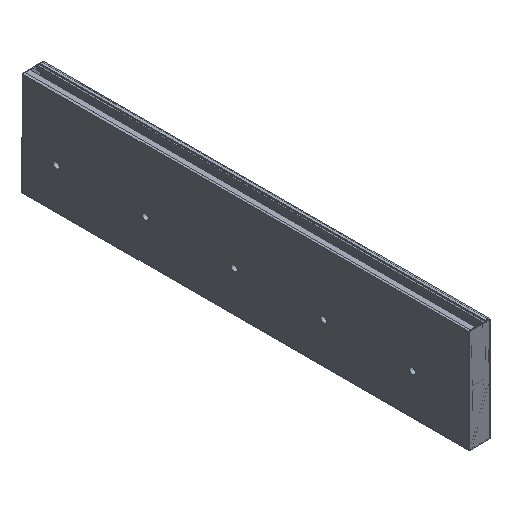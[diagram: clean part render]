
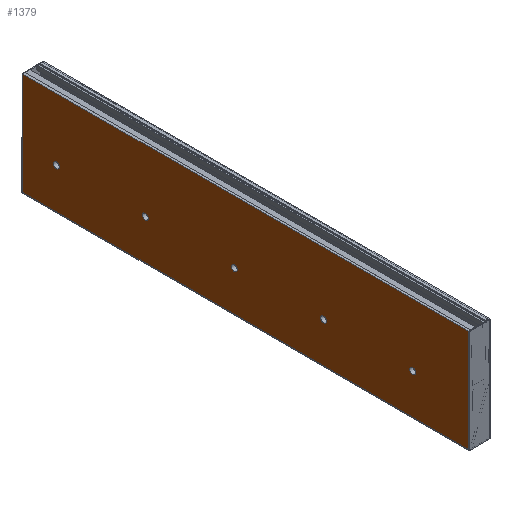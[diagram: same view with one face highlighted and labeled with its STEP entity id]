
A CAD part, isometric view. The second image highlights one B-rep face of the part: STEP entity #1379.
In plain terms, the highlighted planar face has unit normal (-1, 0, 0).
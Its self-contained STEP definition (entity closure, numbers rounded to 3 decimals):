
#107=CIRCLE('',#1543,6.5);
#108=CIRCLE('',#1544,6.5);
#109=CIRCLE('',#1545,6.5);
#110=CIRCLE('',#1546,6.5);
#111=CIRCLE('',#1547,6.5);
#152=ORIENTED_EDGE('',*,*,#517,.T.);
#153=ORIENTED_EDGE('',*,*,#518,.F.);
#154=ORIENTED_EDGE('',*,*,#519,.F.);
#155=ORIENTED_EDGE('',*,*,#515,.T.);
#156=ORIENTED_EDGE('',*,*,#520,.T.);
#157=ORIENTED_EDGE('',*,*,#521,.T.);
#158=ORIENTED_EDGE('',*,*,#522,.T.);
#159=ORIENTED_EDGE('',*,*,#523,.T.);
#160=ORIENTED_EDGE('',*,*,#524,.T.);
#515=EDGE_CURVE('',#698,#697,#820,.T.);
#517=EDGE_CURVE('',#697,#699,#822,.T.);
#518=EDGE_CURVE('',#700,#699,#823,.T.);
#519=EDGE_CURVE('',#698,#700,#824,.T.);
#520=EDGE_CURVE('',#701,#701,#107,.T.);
#521=EDGE_CURVE('',#702,#702,#108,.T.);
#522=EDGE_CURVE('',#703,#703,#109,.T.);
#523=EDGE_CURVE('',#704,#704,#110,.T.);
#524=EDGE_CURVE('',#705,#705,#111,.T.);
#697=VERTEX_POINT('',#2068);
#698=VERTEX_POINT('',#2070);
#699=VERTEX_POINT('',#2074);
#700=VERTEX_POINT('',#2076);
#701=VERTEX_POINT('',#2079);
#702=VERTEX_POINT('',#2081);
#703=VERTEX_POINT('',#2083);
#704=VERTEX_POINT('',#2085);
#705=VERTEX_POINT('',#2087);
#820=LINE('',#2069,#970);
#822=LINE('',#2073,#972);
#823=LINE('',#2075,#973);
#824=LINE('',#2077,#974);
#970=VECTOR('',#1678,1000.);
#972=VECTOR('',#1682,1000.);
#973=VECTOR('',#1683,1000.);
#974=VECTOR('',#1684,1000.);
#1119=EDGE_LOOP('',(#152,#153,#154,#155));
#1120=EDGE_LOOP('',(#156));
#1121=EDGE_LOOP('',(#157));
#1122=EDGE_LOOP('',(#158));
#1123=EDGE_LOOP('',(#159));
#1124=EDGE_LOOP('',(#160));
#1221=FACE_BOUND('',#1119,.T.);
#1222=FACE_BOUND('',#1120,.T.);
#1223=FACE_BOUND('',#1121,.T.);
#1224=FACE_BOUND('',#1122,.T.);
#1225=FACE_BOUND('',#1123,.T.);
#1226=FACE_BOUND('',#1124,.T.);
#1318=PLANE('',#1542);
#1379=ADVANCED_FACE('',(#1221,#1222,#1223,#1224,#1225,#1226),#1318,.F.);
#1542=AXIS2_PLACEMENT_3D('',#2072,#1680,#1681);
#1543=AXIS2_PLACEMENT_3D('',#2078,#1685,#1686);
#1544=AXIS2_PLACEMENT_3D('',#2080,#1687,#1688);
#1545=AXIS2_PLACEMENT_3D('',#2082,#1689,#1690);
#1546=AXIS2_PLACEMENT_3D('',#2084,#1691,#1692);
#1547=AXIS2_PLACEMENT_3D('',#2086,#1693,#1694);
#1678=DIRECTION('',(0.,-1.,0.));
#1680=DIRECTION('',(1.,0.,0.));
#1681=DIRECTION('',(0.,0.,-1.));
#1682=DIRECTION('',(0.,0.,1.));
#1683=DIRECTION('',(0.,-1.,0.));
#1684=DIRECTION('',(0.,0.,1.));
#1685=DIRECTION('',(1.,0.,0.));
#1686=DIRECTION('',(0.,0.,-1.));
#1687=DIRECTION('',(1.,0.,0.));
#1688=DIRECTION('',(0.,0.,-1.));
#1689=DIRECTION('',(1.,0.,0.));
#1690=DIRECTION('',(0.,0.,-1.));
#1691=DIRECTION('',(1.,0.,0.));
#1692=DIRECTION('',(0.,0.,-1.));
#1693=DIRECTION('',(1.,0.,0.));
#1694=DIRECTION('',(0.,0.,-1.));
#2068=CARTESIAN_POINT('',(0.,0.,0.));
#2069=CARTESIAN_POINT('',(0.,1000.,0.));
#2070=CARTESIAN_POINT('',(0.,1000.,0.));
#2072=CARTESIAN_POINT('',(0.,1000.,0.));
#2073=CARTESIAN_POINT('',(0.,0.,0.));
#2074=CARTESIAN_POINT('',(0.,0.,230.));
#2075=CARTESIAN_POINT('',(0.,1000.,230.));
#2076=CARTESIAN_POINT('',(0.,1000.,230.));
#2077=CARTESIAN_POINT('',(0.,1000.,0.));
#2078=CARTESIAN_POINT('',(0.,125.,90.));
#2079=CARTESIAN_POINT('',(0.,125.,83.5));
#2080=CARTESIAN_POINT('',(0.,325.,90.));
#2081=CARTESIAN_POINT('',(0.,325.,83.5));
#2082=CARTESIAN_POINT('',(0.,525.,90.));
#2083=CARTESIAN_POINT('',(0.,525.,83.5));
#2084=CARTESIAN_POINT('',(0.,725.,90.));
#2085=CARTESIAN_POINT('',(0.,725.,83.5));
#2086=CARTESIAN_POINT('',(0.,925.,90.));
#2087=CARTESIAN_POINT('',(0.,925.,83.5));
